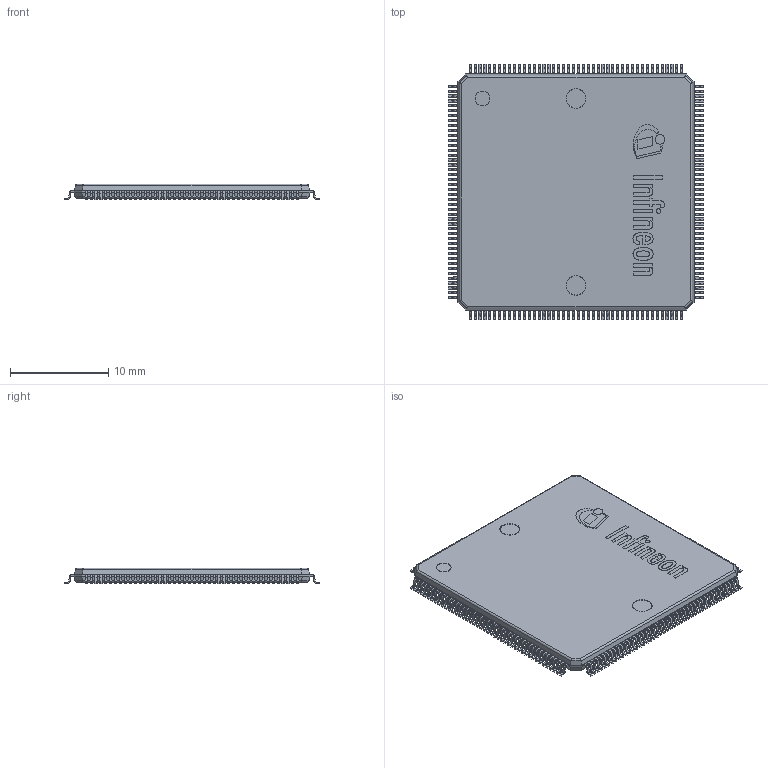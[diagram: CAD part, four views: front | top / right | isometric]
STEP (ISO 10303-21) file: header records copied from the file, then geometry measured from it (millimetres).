
FILE_DESCRIPTION(/* description */ (''),/* implementation_level */ '2;1');
FILE_NAME(/* name */ 'PG-LQFP-176-6_Z8B00132242_10.stp',/* time_stamp */ '2021-05-13T14:50:40+05:00',/* author */ ('janartha'),/* organization */ (''),/* preprocessor_version */ 'ST-DEVELOPER v16.13',/* originating_system */ 'AutoCAD Mechanical',/* authorisation */ '');
FILE_SCHEMA (('AUTOMOTIVE_DESIGN { 1 0 10303 214 3 1 1 }'));
Products named in the file (1): Product
Bounding box: 26 x 26 x 1.61 mm (x, y, z)
Volume: 819 mm3; surface area: 3945.5 mm2
Topology: 193 solids, 193 shells, 2752 faces, 7045 edges, 4687 vertices
Faces by surface type: plane 1893, cylinder 845, torus 14
Full cylindrical faces by diameter (mm): 0.469 x1, 0.967 x1, 1.5 x3, 2 x6
Entity records: 82909 total; most frequent: CARTESIAN_POINT 14458, DIRECTION 14213, ORIENTED_EDGE 14038, EDGE_CURVE 7019, LINE 5331, VECTOR 5331, VERTEX_POINT 4686, AXIS2_PLACEMENT_3D 4441
